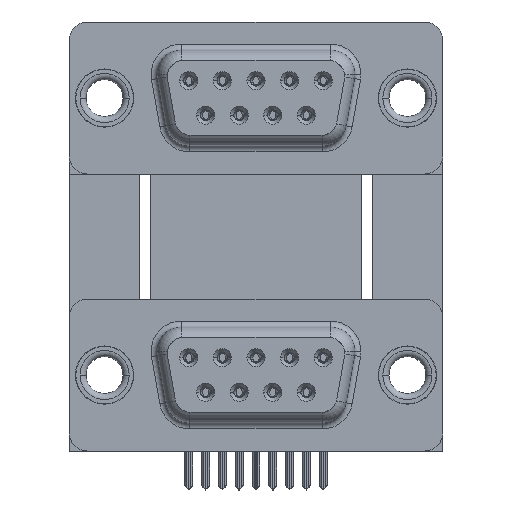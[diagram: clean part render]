
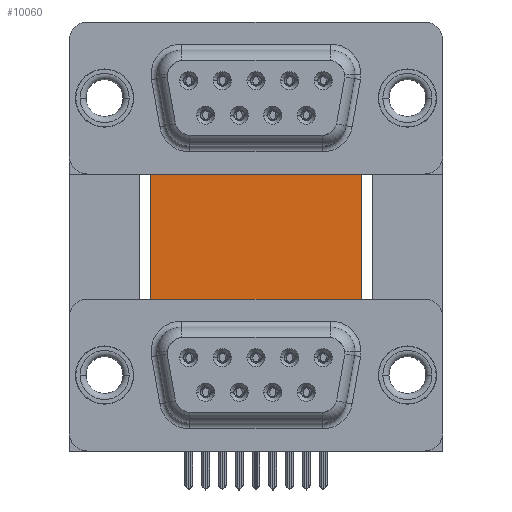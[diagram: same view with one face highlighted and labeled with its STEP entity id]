
A CAD part, top view. The second image highlights one B-rep face of the part: STEP entity #10060.
In plain terms, the highlighted planar face has unit normal (0, 0, 1).
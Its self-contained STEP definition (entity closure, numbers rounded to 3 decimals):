
#239 = EDGE_CURVE ( 'NONE', #38212, #7266, #25971, .T. ) ;
#737 = EDGE_CURVE ( 'NONE', #22209, #9414, #5439, .T. ) ;
#1703 = ORIENTED_EDGE ( 'NONE', *, *, #239, .F. ) ;
#2171 = DIRECTION ( 'NONE',  ( 0., -1., 0. ) ) ;
#2371 = LINE ( 'NONE', #23029, #33144 ) ;
#2777 = ORIENTED_EDGE ( 'NONE', *, *, #27755, .T. ) ;
#4278 = DIRECTION ( 'NONE',  ( 1., 0., 0. ) ) ;
#4986 = VECTOR ( 'NONE', #36768, 1000. ) ;
#5439 = LINE ( 'NONE', #11056, #35360 ) ;
#5588 = DIRECTION ( 'NONE',  ( -0.336, 0.942, 0. ) ) ;
#6463 = DIRECTION ( 'NONE',  ( 1., 0., 0. ) ) ;
#6908 = LINE ( 'NONE', #15709, #7569 ) ;
#7137 = CARTESIAN_POINT ( 'NONE',  ( 21.2, 16.585, -12. ) ) ;
#7150 = EDGE_LOOP ( 'NONE', ( #16796, #26534, #27362, #26152, #1703, #24362, #22750, #16557, #2777, #37200 ) ) ;
#7266 = VERTEX_POINT ( 'NONE', #15157 ) ;
#7442 = VECTOR ( 'NONE', #39563, 1000. ) ;
#7464 = DIRECTION ( 'NONE',  ( -1., 0., 0. ) ) ;
#7569 = VECTOR ( 'NONE', #4278, 1000. ) ;
#8342 = VERTEX_POINT ( 'NONE', #9605 ) ;
#8363 = LINE ( 'NONE', #11146, #10837 ) ;
#9414 = VERTEX_POINT ( 'NONE', #20430 ) ;
#9605 = CARTESIAN_POINT ( 'NONE',  ( 22.09, -4.635, -12. ) ) ;
#10060 = ADVANCED_FACE ( 'NONE', ( #21174 ), #18689, .F. ) ;
#10837 = VECTOR ( 'NONE', #32409, 1000. ) ;
#10893 = EDGE_CURVE ( 'NONE', #18860, #13547, #31033, .T. ) ;
#11056 = CARTESIAN_POINT ( 'NONE',  ( 3.79, -3.735, -12. ) ) ;
#11110 = AXIS2_PLACEMENT_3D ( 'NONE', #30932, #25912, #7464 ) ;
#11146 = CARTESIAN_POINT ( 'NONE',  ( 2.9, -3.735, -12. ) ) ;
#11483 = DIRECTION ( 'NONE',  ( 1., 0., 0. ) ) ;
#11884 = VECTOR ( 'NONE', #6463, 1000. ) ;
#12897 = EDGE_CURVE ( 'NONE', #39073, #38212, #31335, .T. ) ;
#13547 = VERTEX_POINT ( 'NONE', #18347 ) ;
#14605 = EDGE_CURVE ( 'NONE', #35158, #7266, #38647, .T. ) ;
#14918 = LINE ( 'NONE', #26967, #7442 ) ;
#15157 = CARTESIAN_POINT ( 'NONE',  ( 21.2, -0.735, -12. ) ) ;
#15508 = CARTESIAN_POINT ( 'NONE',  ( 2.9, -3.735, -12. ) ) ;
#15709 = CARTESIAN_POINT ( 'NONE',  ( 22.09, -4.635, -12. ) ) ;
#15975 = EDGE_CURVE ( 'NONE', #9414, #8342, #39004, .T. ) ;
#16031 = VERTEX_POINT ( 'NONE', #27185 ) ;
#16557 = ORIENTED_EDGE ( 'NONE', *, *, #10893, .T. ) ;
#16796 = ORIENTED_EDGE ( 'NONE', *, *, #737, .T. ) ;
#16798 = CARTESIAN_POINT ( 'NONE',  ( 22.59, -4.635, -12. ) ) ;
#18347 = CARTESIAN_POINT ( 'NONE',  ( 2.4, -4.635, -12. ) ) ;
#18689 = PLANE ( 'NONE',  #11110 ) ;
#18860 = VERTEX_POINT ( 'NONE', #29783 ) ;
#19013 = EDGE_CURVE ( 'NONE', #8342, #35158, #6908, .T. ) ;
#19539 = DIRECTION ( 'NONE',  ( 0., -1., 0. ) ) ;
#20114 = VECTOR ( 'NONE', #19539, 1000. ) ;
#20430 = CARTESIAN_POINT ( 'NONE',  ( 22.09, -3.735, -12. ) ) ;
#20905 = EDGE_CURVE ( 'NONE', #16031, #22209, #8363, .T. ) ;
#21174 = FACE_OUTER_BOUND ( 'NONE', #7150, .T. ) ;
#22209 = VERTEX_POINT ( 'NONE', #15508 ) ;
#22750 = ORIENTED_EDGE ( 'NONE', *, *, #36569, .T. ) ;
#23029 = CARTESIAN_POINT ( 'NONE',  ( 3.79, 16.585, -12. ) ) ;
#23792 = CARTESIAN_POINT ( 'NONE',  ( 22.09, -3.735, -12. ) ) ;
#24362 = ORIENTED_EDGE ( 'NONE', *, *, #12897, .F. ) ;
#25912 = DIRECTION ( 'NONE',  ( 0., 0., -1. ) ) ;
#25971 = LINE ( 'NONE', #7137, #20114 ) ;
#26069 = VECTOR ( 'NONE', #5588, 1000. ) ;
#26152 = ORIENTED_EDGE ( 'NONE', *, *, #14605, .T. ) ;
#26534 = ORIENTED_EDGE ( 'NONE', *, *, #15975, .T. ) ;
#26967 = CARTESIAN_POINT ( 'NONE',  ( 2.9, -4.635, -12. ) ) ;
#27185 = CARTESIAN_POINT ( 'NONE',  ( 2.9, -4.635, -12. ) ) ;
#27362 = ORIENTED_EDGE ( 'NONE', *, *, #19013, .T. ) ;
#27755 = EDGE_CURVE ( 'NONE', #13547, #16031, #14918, .T. ) ;
#28433 = DIRECTION ( 'NONE',  ( -0.336, -0.942, 0. ) ) ;
#29783 = CARTESIAN_POINT ( 'NONE',  ( 3.79, -0.735, -12. ) ) ;
#30932 = CARTESIAN_POINT ( 'NONE',  ( 3.79, 16.585, -12. ) ) ;
#31033 = LINE ( 'NONE', #31240, #37994 ) ;
#31240 = CARTESIAN_POINT ( 'NONE',  ( 2.4, -4.635, -12. ) ) ;
#31335 = LINE ( 'NONE', #34312, #11884 ) ;
#32409 = DIRECTION ( 'NONE',  ( 0., 1., 0. ) ) ;
#33144 = VECTOR ( 'NONE', #2171, 1000. ) ;
#34312 = CARTESIAN_POINT ( 'NONE',  ( 3.79, 16.585, -12. ) ) ;
#34763 = CARTESIAN_POINT ( 'NONE',  ( 21.2, 16.585, -12. ) ) ;
#35158 = VERTEX_POINT ( 'NONE', #16798 ) ;
#35360 = VECTOR ( 'NONE', #11483, 1000. ) ;
#35464 = CARTESIAN_POINT ( 'NONE',  ( 22.59, -4.635, -12. ) ) ;
#35995 = CARTESIAN_POINT ( 'NONE',  ( 3.79, 16.585, -12. ) ) ;
#36569 = EDGE_CURVE ( 'NONE', #39073, #18860, #2371, .T. ) ;
#36768 = DIRECTION ( 'NONE',  ( 0., -1., 0. ) ) ;
#37200 = ORIENTED_EDGE ( 'NONE', *, *, #20905, .T. ) ;
#37994 = VECTOR ( 'NONE', #28433, 1000. ) ;
#38212 = VERTEX_POINT ( 'NONE', #34763 ) ;
#38647 = LINE ( 'NONE', #35464, #26069 ) ;
#39004 = LINE ( 'NONE', #23792, #4986 ) ;
#39073 = VERTEX_POINT ( 'NONE', #35995 ) ;
#39563 = DIRECTION ( 'NONE',  ( 1., 0., 0. ) ) ;
